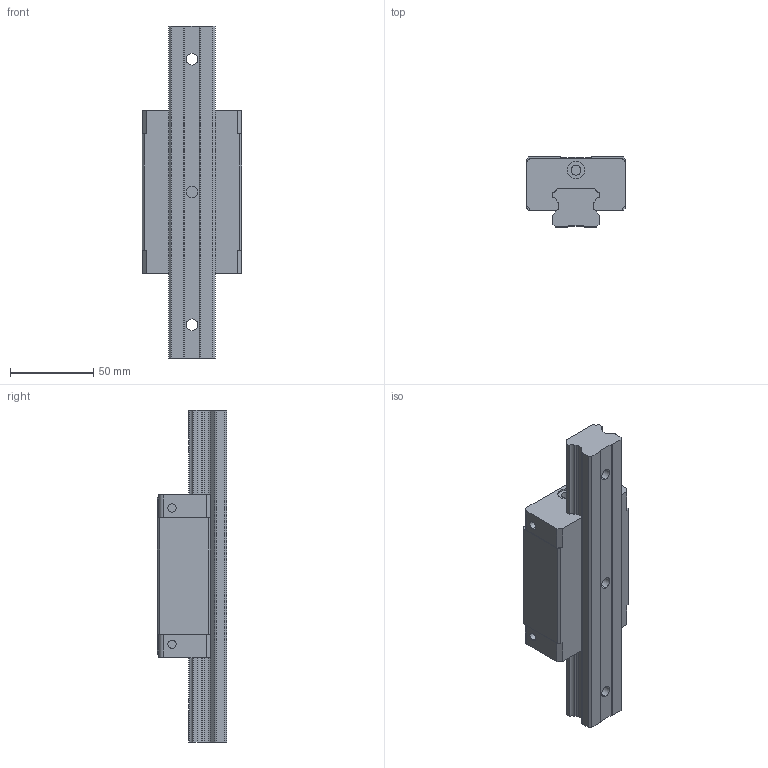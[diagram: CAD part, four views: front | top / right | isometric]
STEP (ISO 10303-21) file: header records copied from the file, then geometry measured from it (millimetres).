
FILE_DESCRIPTION((''),'2;1');
FILE_NAME('EGH30CA_ASM_ASM_1_ASM','2008-07-11T',('vincent'),(''),'PRO/ENGINEER BY PARAMETRIC TECHNOLOGY CORPORATION, 2004360','PRO/ENGINEER BY PARAMETRIC TECHNOLOGY CORPORATION, 2004360','');
FILE_SCHEMA(('CONFIG_CONTROL_DESIGN'));
Length unit declared in the file: millimetre
Products named in the file (3): EG30_RAIL_1; EGH30CA_BLOCK_1; EGH30CA_ASM_ASM_1_ASM
Assembly tree (2 placements, depth 2):
  EGH30CA_ASM_ASM_1_ASM
    EG30_RAIL_1
    EGH30CA_BLOCK_1
Bounding box: 60 x 42 x 200 mm (x, y, z)
Volume: 261948 mm3; surface area: 49580.1 mm2
Topology: 2 solids, 2 shells, 179 faces, 490 edges, 334 vertices
Faces by surface type: plane 97, cylinder 82
Entity records: 5853 total; most frequent: DIRECTION 1026, CARTESIAN_POINT 1008, ORIENTED_EDGE 980, EDGE_CURVE 490, AXIS2_PLACEMENT_3D 352, VERTEX_POINT 334, VECTOR 322, LINE 322
